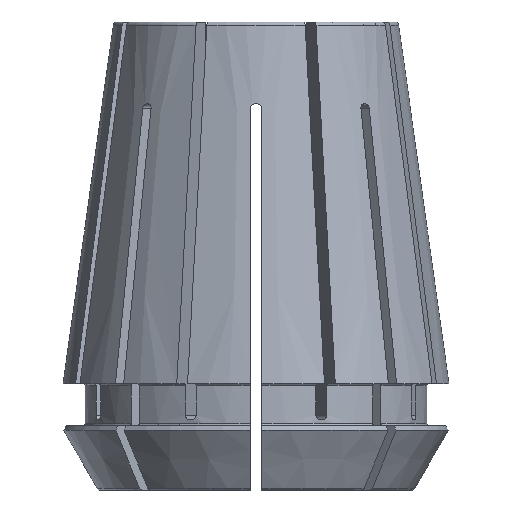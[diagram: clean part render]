
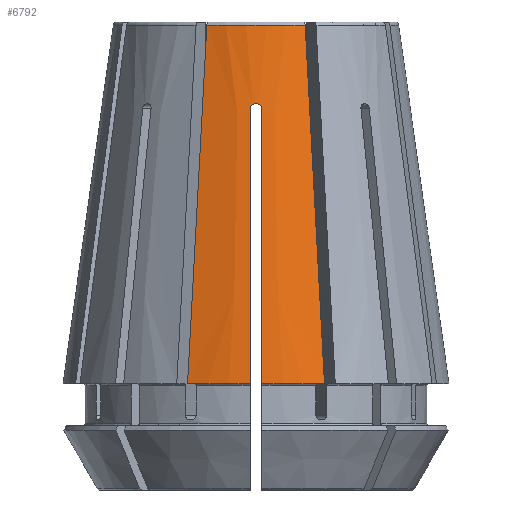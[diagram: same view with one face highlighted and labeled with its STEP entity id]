
A CAD part, front view. The second image highlights one B-rep face of the part: STEP entity #6792.
In plain terms, the highlighted conical face has half-angle 8 degrees and reference radius 16.5 mm.
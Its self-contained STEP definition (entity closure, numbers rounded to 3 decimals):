
#34=CARTESIAN_POINT('',(4.2,-11.447,39.942));
#35=VERTEX_POINT('',#34);
#52=CARTESIAN_POINT('',(-4.2,-11.447,39.942));
#53=VERTEX_POINT('',#52);
#61=CARTESIAN_POINT('',(0.,0.,39.942));
#62=DIRECTION('',(0.,0.,1.));
#63=DIRECTION('',(1.,0.,-0.));
#64=AXIS2_PLACEMENT_3D('',#61,#62,#63);
#65=CIRCLE('',#64,12.194);
#66=EDGE_CURVE('',#53,#35,#65,.T.);
#164=CARTESIAN_POINT('',(5.849,-15.428,9.3));
#165=VERTEX_POINT('',#164);
#172=CARTESIAN_POINT('',(0.5,-16.492,9.3));
#173=VERTEX_POINT('',#172);
#174=CARTESIAN_POINT('',(0.,0.,9.3));
#175=DIRECTION('',(0.,0.,1.));
#176=DIRECTION('',(1.,0.,-0.));
#177=AXIS2_PLACEMENT_3D('',#174,#175,#176);
#178=CIRCLE('',#177,16.5);
#179=EDGE_CURVE('',#173,#165,#178,.T.);
#3583=CARTESIAN_POINT('',(-0.5,-16.492,9.3));
#3584=VERTEX_POINT('',#3583);
#3591=CARTESIAN_POINT('',(-5.849,-15.428,9.3));
#3592=VERTEX_POINT('',#3591);
#3593=CARTESIAN_POINT('',(0.,0.,9.3));
#3594=DIRECTION('',(0.,0.,1.));
#3595=DIRECTION('',(1.,0.,-0.));
#3596=AXIS2_PLACEMENT_3D('',#3593,#3594,#3595);
#3597=CIRCLE('',#3596,16.5);
#3598=EDGE_CURVE('',#3592,#3584,#3597,.T.);
#4466=CARTESIAN_POINT('',(0.1,-13.141,33.2));
#4467=VERTEX_POINT('',#4466);
#4474=CARTESIAN_POINT('',(-0.1,-13.141,33.2));
#4475=VERTEX_POINT('',#4474);
#4476=CARTESIAN_POINT('',(0.,0.,33.2));
#4477=DIRECTION('',(0.,0.,-1.));
#4478=DIRECTION('',(-1.,0.,0.));
#4479=AXIS2_PLACEMENT_3D('',#4476,#4477,#4478);
#4480=CIRCLE('',#4479,13.141);
#4481=EDGE_CURVE('',#4467,#4475,#4480,.T.);
#4507=CARTESIAN_POINT('',(-0.5,-13.188,32.8));
#4508=VERTEX_POINT('',#4507);
#4515=CARTESIAN_POINT('',(-0.5,-13.188,32.8));
#4516=CARTESIAN_POINT('',(-0.5,-13.302,31.992));
#4517=CARTESIAN_POINT('',(-0.5,-13.415,31.183));
#4518=CARTESIAN_POINT('',(-0.5,-13.529,30.375));
#4519=CARTESIAN_POINT('',(-0.5,-14.517,23.35));
#4520=CARTESIAN_POINT('',(-0.5,-15.505,16.325));
#4521=CARTESIAN_POINT('',(-0.5,-16.492,9.3));
#4522=B_SPLINE_CURVE_WITH_KNOTS('',3,(#4515,#4516,#4517,#4518,#4519,#4520,#4521),.UNSPECIFIED.,.F.,.F.,(4,3,4),(0.021,0.024,0.045),.UNSPECIFIED.);
#4523=EDGE_CURVE('',#4508,#3584,#4522,.T.);
#5184=CARTESIAN_POINT('',(4.2,-11.447,39.942));
#5185=CARTESIAN_POINT('',(4.581,-12.366,32.875));
#5186=CARTESIAN_POINT('',(4.961,-13.284,25.809));
#5187=CARTESIAN_POINT('',(5.341,-14.202,18.743));
#5188=CARTESIAN_POINT('',(5.511,-14.611,15.595));
#5189=CARTESIAN_POINT('',(5.68,-15.019,12.448));
#5190=CARTESIAN_POINT('',(5.849,-15.428,9.3));
#5191=B_SPLINE_CURVE_WITH_KNOTS('',3,(#5184,#5185,#5186,#5187,#5188,#5189,#5190),.UNSPECIFIED.,.F.,.F.,(4,3,4),(0.,0.021,0.031),.UNSPECIFIED.);
#5192=EDGE_CURVE('',#35,#165,#5191,.T.);
#5204=CARTESIAN_POINT('',(0.5,-13.188,32.8));
#5205=VERTEX_POINT('',#5204);
#5206=CARTESIAN_POINT('',(0.1,-13.141,33.2));
#5207=CARTESIAN_POINT('',(0.312,-13.139,33.2));
#5208=CARTESIAN_POINT('',(0.5,-13.158,33.01));
#5209=CARTESIAN_POINT('',(0.5,-13.188,32.8));
#5210=B_SPLINE_CURVE_WITH_KNOTS('',3,(#5206,#5207,#5208,#5209),.UNSPECIFIED.,.F.,.F.,(4,4),(0.,0.001),.UNSPECIFIED.);
#5211=EDGE_CURVE('',#4467,#5205,#5210,.T.);
#5802=CARTESIAN_POINT('',(-0.5,-13.188,32.8));
#5803=CARTESIAN_POINT('',(-0.5,-13.158,33.01));
#5804=CARTESIAN_POINT('',(-0.312,-13.139,33.2));
#5805=CARTESIAN_POINT('',(-0.1,-13.141,33.2));
#5806=B_SPLINE_CURVE_WITH_KNOTS('',3,(#5802,#5803,#5804,#5805),.UNSPECIFIED.,.F.,.F.,(4,4),(0.,0.001),.UNSPECIFIED.);
#5807=EDGE_CURVE('',#4508,#4475,#5806,.T.);
#6757=CARTESIAN_POINT('',(0.,0.,9.3));
#6758=DIRECTION('',(0.,0.,-1.));
#6759=DIRECTION('',(-1.,0.,0.));
#6760=AXIS2_PLACEMENT_3D('',#6757,#6758,#6759);
#6761=CONICAL_SURFACE('',#6760,16.5,8.);
#6762=ORIENTED_EDGE('',*,*,#5192,.F.);
#6763=ORIENTED_EDGE('',*,*,#66,.F.);
#6764=CARTESIAN_POINT('',(-4.2,-11.447,39.942));
#6765=CARTESIAN_POINT('',(-4.581,-12.366,32.875));
#6766=CARTESIAN_POINT('',(-4.961,-13.284,25.809));
#6767=CARTESIAN_POINT('',(-5.341,-14.202,18.743));
#6768=CARTESIAN_POINT('',(-5.511,-14.611,15.595));
#6769=CARTESIAN_POINT('',(-5.68,-15.019,12.448));
#6770=CARTESIAN_POINT('',(-5.849,-15.428,9.3));
#6771=B_SPLINE_CURVE_WITH_KNOTS('',3,(#6764,#6765,#6766,#6767,#6768,#6769,#6770),.UNSPECIFIED.,.F.,.F.,(4,3,4),(0.,0.021,0.031),.UNSPECIFIED.);
#6772=EDGE_CURVE('',#53,#3592,#6771,.T.);
#6773=ORIENTED_EDGE('',*,*,#6772,.T.);
#6774=ORIENTED_EDGE('',*,*,#3598,.T.);
#6775=ORIENTED_EDGE('',*,*,#4523,.F.);
#6776=ORIENTED_EDGE('',*,*,#5807,.T.);
#6777=ORIENTED_EDGE('',*,*,#4481,.F.);
#6778=ORIENTED_EDGE('',*,*,#5211,.T.);
#6779=CARTESIAN_POINT('',(0.5,-13.188,32.8));
#6780=CARTESIAN_POINT('',(0.5,-13.302,31.992));
#6781=CARTESIAN_POINT('',(0.5,-13.415,31.183));
#6782=CARTESIAN_POINT('',(0.5,-13.529,30.375));
#6783=CARTESIAN_POINT('',(0.5,-14.517,23.35));
#6784=CARTESIAN_POINT('',(0.5,-15.505,16.325));
#6785=CARTESIAN_POINT('',(0.5,-16.492,9.3));
#6786=B_SPLINE_CURVE_WITH_KNOTS('',3,(#6779,#6780,#6781,#6782,#6783,#6784,#6785),.UNSPECIFIED.,.F.,.F.,(4,3,4),(0.021,0.024,0.045),.UNSPECIFIED.);
#6787=EDGE_CURVE('',#5205,#173,#6786,.T.);
#6788=ORIENTED_EDGE('',*,*,#6787,.T.);
#6789=ORIENTED_EDGE('',*,*,#179,.T.);
#6790=EDGE_LOOP('',(#6762,#6763,#6773,#6774,#6775,#6776,#6777,#6778,#6788,#6789));
#6791=FACE_BOUND('',#6790,.T.);
#6792=ADVANCED_FACE('',(#6791),#6761,.T.);
